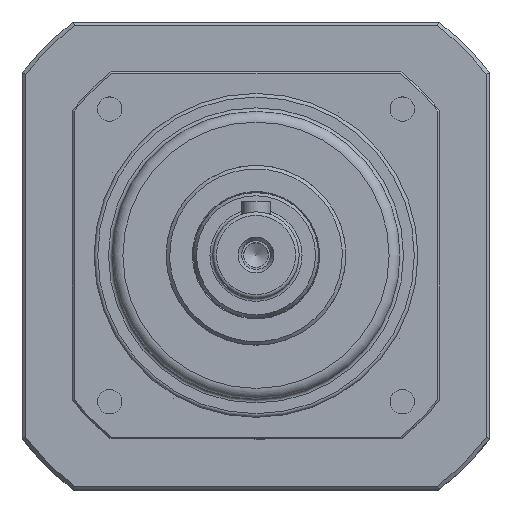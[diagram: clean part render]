
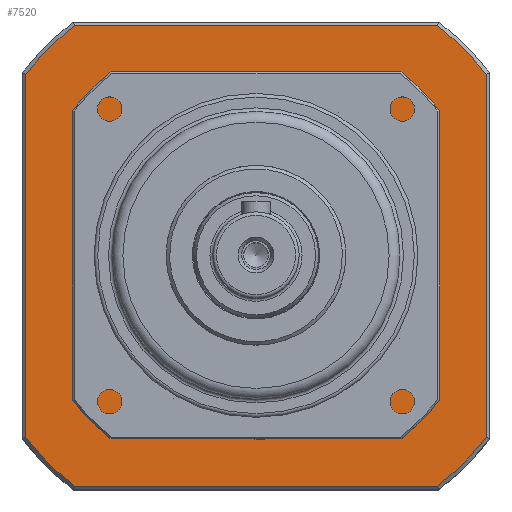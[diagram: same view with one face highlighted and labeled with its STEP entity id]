
A CAD part, top view. The second image highlights one B-rep face of the part: STEP entity #7520.
In plain terms, the highlighted planar face has unit normal (0, 0, 1).
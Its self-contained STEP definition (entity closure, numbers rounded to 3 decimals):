
#7375=CARTESIAN_POINT('',(0.,0.,-61.5));
#7376=DIRECTION('',(0.0,0.0,1.0));
#7377=DIRECTION('',(1.0,0.0,0.0));
#7378=AXIS2_PLACEMENT_3D('',#7375,#7376,#7377);
#7379=PLANE('',#7378);
#7380=CARTESIAN_POINT('',(50.46,-64.,-61.5));
#7381=VERTEX_POINT('',#7380);
#7382=CARTESIAN_POINT('',(64.,-50.46,-61.5));
#7383=VERTEX_POINT('',#7382);
#7384=CARTESIAN_POINT('',(0.,0.,-61.5));
#7385=DIRECTION('',(0.0,0.0,1.0));
#7386=DIRECTION('',(1.0,0.0,0.0));
#7387=AXIS2_PLACEMENT_3D('',#7384,#7385,#7386);
#7388=CIRCLE('',#7387,81.5);
#7389=EDGE_CURVE('',#7381,#7383,#7388,.T.);
#7390=ORIENTED_EDGE('',*,*,#7389,.T.);
#7391=CARTESIAN_POINT('',(64.,50.46,-61.5));
#7392=VERTEX_POINT('',#7391);
#7393=CARTESIAN_POINT('',(64.,-50.46,-61.5));
#7394=DIRECTION('',(0.0,1.0,0.0));
#7395=VECTOR('',#7394,100.921);
#7396=LINE('',#7393,#7395);
#7397=EDGE_CURVE('',#7383,#7392,#7396,.T.);
#7398=ORIENTED_EDGE('',*,*,#7397,.T.);
#7399=CARTESIAN_POINT('',(50.46,64.,-61.5));
#7400=VERTEX_POINT('',#7399);
#7401=CARTESIAN_POINT('',(0.,0.,-61.5));
#7402=DIRECTION('',(0.0,0.0,1.0));
#7403=DIRECTION('',(1.0,0.0,0.0));
#7404=AXIS2_PLACEMENT_3D('',#7401,#7402,#7403);
#7405=CIRCLE('',#7404,81.5);
#7406=EDGE_CURVE('',#7392,#7400,#7405,.T.);
#7407=ORIENTED_EDGE('',*,*,#7406,.T.);
#7408=CARTESIAN_POINT('',(-50.46,64.,-61.5));
#7409=VERTEX_POINT('',#7408);
#7410=CARTESIAN_POINT('',(50.46,64.,-61.5));
#7411=DIRECTION('',(-1.0,0.0,0.0));
#7412=VECTOR('',#7411,100.921);
#7413=LINE('',#7410,#7412);
#7414=EDGE_CURVE('',#7400,#7409,#7413,.T.);
#7415=ORIENTED_EDGE('',*,*,#7414,.T.);
#7416=CARTESIAN_POINT('',(-64.,50.46,-61.5));
#7417=VERTEX_POINT('',#7416);
#7418=CARTESIAN_POINT('',(0.,0.,-61.5));
#7419=DIRECTION('',(0.0,0.0,1.0));
#7420=DIRECTION('',(1.0,0.0,0.0));
#7421=AXIS2_PLACEMENT_3D('',#7418,#7419,#7420);
#7422=CIRCLE('',#7421,81.5);
#7423=EDGE_CURVE('',#7409,#7417,#7422,.T.);
#7424=ORIENTED_EDGE('',*,*,#7423,.T.);
#7425=CARTESIAN_POINT('',(-64.,-50.46,-61.5));
#7426=VERTEX_POINT('',#7425);
#7427=CARTESIAN_POINT('',(-64.,50.46,-61.5));
#7428=DIRECTION('',(0.0,-1.0,0.0));
#7429=VECTOR('',#7428,100.921);
#7430=LINE('',#7427,#7429);
#7431=EDGE_CURVE('',#7417,#7426,#7430,.T.);
#7432=ORIENTED_EDGE('',*,*,#7431,.T.);
#7433=CARTESIAN_POINT('',(-50.46,-64.,-61.5));
#7434=VERTEX_POINT('',#7433);
#7435=CARTESIAN_POINT('',(0.,0.,-61.5));
#7436=DIRECTION('',(0.0,0.0,1.0));
#7437=DIRECTION('',(1.0,0.0,0.0));
#7438=AXIS2_PLACEMENT_3D('',#7435,#7436,#7437);
#7439=CIRCLE('',#7438,81.5);
#7440=EDGE_CURVE('',#7426,#7434,#7439,.T.);
#7441=ORIENTED_EDGE('',*,*,#7440,.T.);
#7442=CARTESIAN_POINT('',(-50.46,-64.,-61.5));
#7443=DIRECTION('',(1.0,0.0,0.0));
#7444=VECTOR('',#7443,100.921);
#7445=LINE('',#7442,#7444);
#7446=EDGE_CURVE('',#7434,#7381,#7445,.T.);
#7447=ORIENTED_EDGE('',*,*,#7446,.T.);
#7448=EDGE_LOOP('',(#7390,#7398,#7407,#7415,#7424,#7432,#7441,#7447));
#7449=FACE_OUTER_BOUND('',#7448,.T.);
#7450=CARTESIAN_POINT('',(-45.0,24.,-61.5));
#7451=VERTEX_POINT('',#7450);
#7452=CARTESIAN_POINT('',(-45.0,-24.,-61.5));
#7453=VERTEX_POINT('',#7452);
#7454=CARTESIAN_POINT('',(-45.0,24.,-61.5));
#7455=DIRECTION('',(0.0,-1.0,0.0));
#7456=VECTOR('',#7455,48.);
#7457=LINE('',#7454,#7456);
#7458=EDGE_CURVE('',#7451,#7453,#7457,.T.);
#7459=ORIENTED_EDGE('',*,*,#7458,.F.);
#7460=CARTESIAN_POINT('',(-24.,45.,-61.5));
#7461=VERTEX_POINT('',#7460);
#7462=CARTESIAN_POINT('',(0.,0.,-61.5));
#7463=DIRECTION('',(0.0,0.0,1.0));
#7464=DIRECTION('',(1.0,0.0,0.0));
#7465=AXIS2_PLACEMENT_3D('',#7462,#7463,#7464);
#7466=CIRCLE('',#7465,51.);
#7467=EDGE_CURVE('',#7461,#7451,#7466,.T.);
#7468=ORIENTED_EDGE('',*,*,#7467,.F.);
#7469=CARTESIAN_POINT('',(24.,45.,-61.5));
#7470=VERTEX_POINT('',#7469);
#7471=CARTESIAN_POINT('',(24.,45.,-61.5));
#7472=DIRECTION('',(-1.0,0.0,0.0));
#7473=VECTOR('',#7472,48.);
#7474=LINE('',#7471,#7473);
#7475=EDGE_CURVE('',#7470,#7461,#7474,.T.);
#7476=ORIENTED_EDGE('',*,*,#7475,.F.);
#7477=CARTESIAN_POINT('',(45.,24.,-61.5));
#7478=VERTEX_POINT('',#7477);
#7479=CARTESIAN_POINT('',(0.,0.,-61.5));
#7480=DIRECTION('',(0.0,0.0,1.0));
#7481=DIRECTION('',(1.0,0.0,0.0));
#7482=AXIS2_PLACEMENT_3D('',#7479,#7480,#7481);
#7483=CIRCLE('',#7482,51.);
#7484=EDGE_CURVE('',#7478,#7470,#7483,.T.);
#7485=ORIENTED_EDGE('',*,*,#7484,.F.);
#7486=CARTESIAN_POINT('',(45.,-24.,-61.5));
#7487=VERTEX_POINT('',#7486);
#7488=CARTESIAN_POINT('',(45.,-24.,-61.5));
#7489=DIRECTION('',(0.0,1.0,0.0));
#7490=VECTOR('',#7489,48.);
#7491=LINE('',#7488,#7490);
#7492=EDGE_CURVE('',#7487,#7478,#7491,.T.);
#7493=ORIENTED_EDGE('',*,*,#7492,.F.);
#7494=CARTESIAN_POINT('',(24.,-45.,-61.5));
#7495=VERTEX_POINT('',#7494);
#7496=CARTESIAN_POINT('',(0.,0.,-61.5));
#7497=DIRECTION('',(0.0,0.0,1.0));
#7498=DIRECTION('',(1.0,0.0,0.0));
#7499=AXIS2_PLACEMENT_3D('',#7496,#7497,#7498);
#7500=CIRCLE('',#7499,51.);
#7501=EDGE_CURVE('',#7495,#7487,#7500,.T.);
#7502=ORIENTED_EDGE('',*,*,#7501,.F.);
#7503=CARTESIAN_POINT('',(-24.,-45.,-61.5));
#7504=VERTEX_POINT('',#7503);
#7505=CARTESIAN_POINT('',(-24.,-45.,-61.5));
#7506=DIRECTION('',(1.0,0.0,0.0));
#7507=VECTOR('',#7506,48.);
#7508=LINE('',#7505,#7507);
#7509=EDGE_CURVE('',#7504,#7495,#7508,.T.);
#7510=ORIENTED_EDGE('',*,*,#7509,.F.);
#7511=CARTESIAN_POINT('',(0.,0.,-61.5));
#7512=DIRECTION('',(0.0,0.0,1.0));
#7513=DIRECTION('',(1.0,0.0,0.0));
#7514=AXIS2_PLACEMENT_3D('',#7511,#7512,#7513);
#7515=CIRCLE('',#7514,51.);
#7516=EDGE_CURVE('',#7453,#7504,#7515,.T.);
#7517=ORIENTED_EDGE('',*,*,#7516,.F.);
#7518=EDGE_LOOP('',(#7459,#7468,#7476,#7485,#7493,#7502,#7510,#7517));
#7519=FACE_BOUND('',#7518,.T.);
#7520=ADVANCED_FACE('',(#7449,#7519),#7379,.T.);
